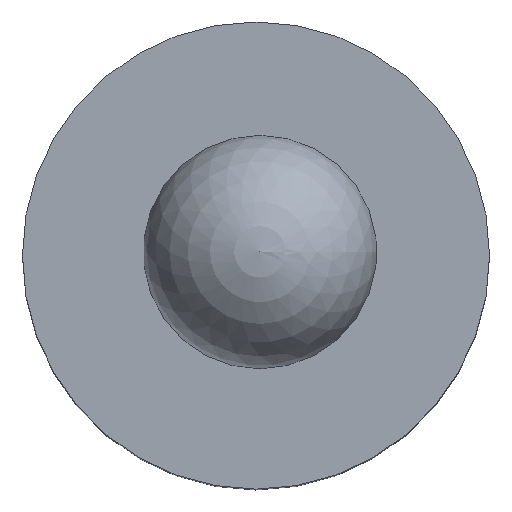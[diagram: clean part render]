
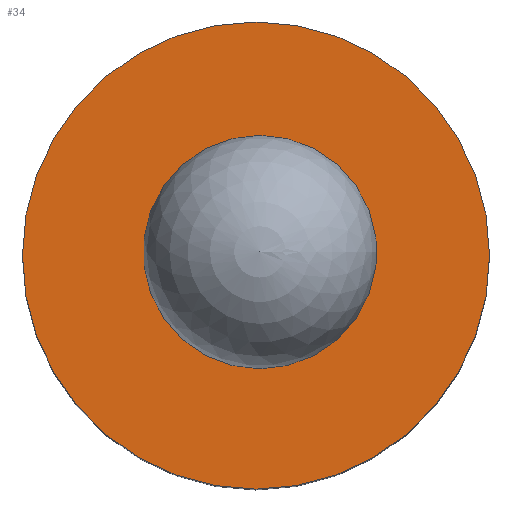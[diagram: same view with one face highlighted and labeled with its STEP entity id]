
A CAD part, top view. The second image highlights one B-rep face of the part: STEP entity #34.
In plain terms, the highlighted planar face has unit normal (0, 0, 1).
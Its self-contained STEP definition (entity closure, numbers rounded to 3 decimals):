
#34 = ADVANCED_FACE( '', ( #66, #67 ), #68, .T. );
#66 = FACE_BOUND( '', #96, .T. );
#67 = FACE_OUTER_BOUND( '', #97, .T. );
#68 = PLANE( '', #98 );
#96 = EDGE_LOOP( '', ( #124 ) );
#97 = EDGE_LOOP( '', ( #125 ) );
#98 = AXIS2_PLACEMENT_3D( '', #126, #127, #128 );
#124 = ORIENTED_EDGE( '', *, *, #150, .F. );
#125 = ORIENTED_EDGE( '', *, *, #153, .T. );
#126 = CARTESIAN_POINT( '', ( -0.05, -0.041, 3. ) );
#127 = DIRECTION( '', ( 0., 0., 1. ) );
#128 = DIRECTION( '', ( 1., 0., 0. ) );
#150 = EDGE_CURVE( '', #163, #163, #164, .T. );
#153 = EDGE_CURVE( '', #168, #168, #169, .T. );
#163 = VERTEX_POINT( '', #179 );
#164 = CIRCLE( '', #180, 1.069 );
#168 = VERTEX_POINT( '', #184 );
#169 = CIRCLE( '', #185, 3. );
#179 = CARTESIAN_POINT( '', ( 1.069, 0., 3. ) );
#180 = AXIS2_PLACEMENT_3D( '', #194, #195, #196 );
#184 = CARTESIAN_POINT( '', ( 2.95, -0.041, 3. ) );
#185 = AXIS2_PLACEMENT_3D( '', #200, #201, #202 );
#194 = CARTESIAN_POINT( '', ( 0., 0., 3. ) );
#195 = DIRECTION( '', ( 0., 0., 1. ) );
#196 = DIRECTION( '', ( 1., 0., 0. ) );
#200 = CARTESIAN_POINT( '', ( -0.05, -0.041, 3. ) );
#201 = DIRECTION( '', ( 0., 0., 1. ) );
#202 = DIRECTION( '', ( 1., 0., 0. ) );
